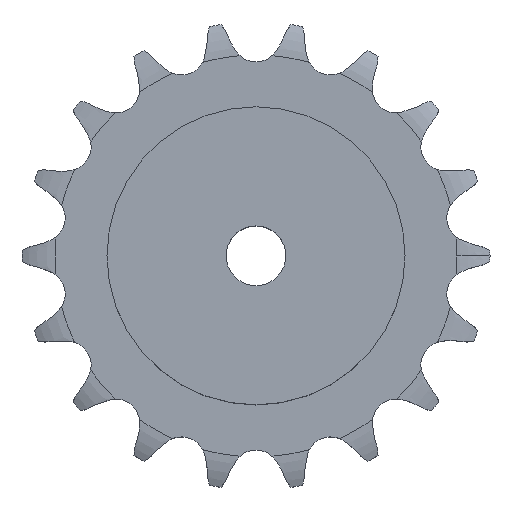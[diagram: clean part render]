
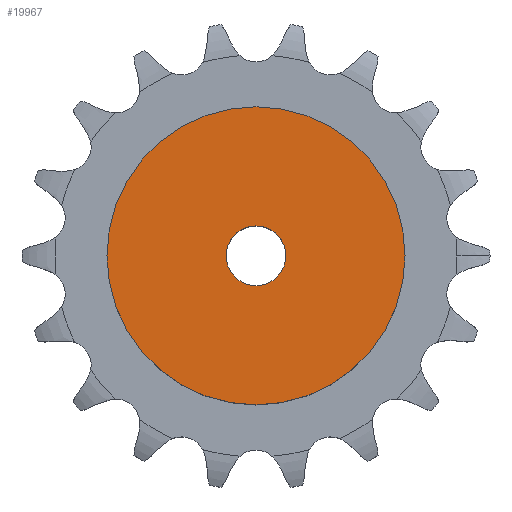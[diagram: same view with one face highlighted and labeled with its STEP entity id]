
A CAD part, top view. The second image highlights one B-rep face of the part: STEP entity #19967.
In plain terms, the highlighted planar face has unit normal (0, 0, 1).
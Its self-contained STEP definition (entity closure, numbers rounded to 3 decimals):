
#2736 = CYLINDRICAL_SURFACE('',#2737,50.);
#2737 = AXIS2_PLACEMENT_3D('',#2738,#2739,#2740);
#2738 = CARTESIAN_POINT('',(0.,0.,0.));
#2739 = DIRECTION('',(-0.,-0.,-1.));
#2740 = DIRECTION('',(1.,0.,0.));
#12736 = VERTEX_POINT('',#12737);
#12737 = CARTESIAN_POINT('',(50.,0.,45.));
#12758 = EDGE_CURVE('',#12736,#12736,#12759,.T.);
#12759 = SURFACE_CURVE('',#12760,(#12765,#12772),.PCURVE_S1.);
#12760 = CIRCLE('',#12761,50.);
#12761 = AXIS2_PLACEMENT_3D('',#12762,#12763,#12764);
#12762 = CARTESIAN_POINT('',(0.,0.,45.));
#12763 = DIRECTION('',(0.,0.,1.));
#12764 = DIRECTION('',(1.,0.,0.));
#12765 = PCURVE('',#2736,#12766);
#12766 = DEFINITIONAL_REPRESENTATION('',(#12767),#12771);
#12767 = LINE('',#12768,#12769);
#12768 = CARTESIAN_POINT('',(-0.,-45.));
#12769 = VECTOR('',#12770,1.);
#12770 = DIRECTION('',(-1.,0.));
#12771 = ( GEOMETRIC_REPRESENTATION_CONTEXT(2) 
PARAMETRIC_REPRESENTATION_CONTEXT() REPRESENTATION_CONTEXT('2D SPACE',''
  ) );
#12772 = PCURVE('',#12773,#12778);
#12773 = PLANE('',#12774);
#12774 = AXIS2_PLACEMENT_3D('',#12775,#12776,#12777);
#12775 = CARTESIAN_POINT('',(0.,0.,45.)
  );
#12776 = DIRECTION('',(0.,0.,1.));
#12777 = DIRECTION('',(1.,0.,0.));
#12778 = DEFINITIONAL_REPRESENTATION('',(#12779),#12783);
#12779 = CIRCLE('',#12780,50.);
#12780 = AXIS2_PLACEMENT_2D('',#12781,#12782);
#12781 = CARTESIAN_POINT('',(0.,0.));
#12782 = DIRECTION('',(1.,0.));
#12783 = ( GEOMETRIC_REPRESENTATION_CONTEXT(2) 
PARAMETRIC_REPRESENTATION_CONTEXT() REPRESENTATION_CONTEXT('2D SPACE',''
  ) );
#17056 = CYLINDRICAL_SURFACE('',#17057,10.);
#17057 = AXIS2_PLACEMENT_3D('',#17058,#17059,#17060);
#17058 = CARTESIAN_POINT('',(0.,0.,249.891));
#17059 = DIRECTION('',(0.,0.,1.));
#17060 = DIRECTION('',(1.,0.,0.));
#19967 = ADVANCED_FACE('',(#19968,#19971),#12773,.T.);
#19968 = FACE_BOUND('',#19969,.T.);
#19969 = EDGE_LOOP('',(#19970));
#19970 = ORIENTED_EDGE('',*,*,#12758,.T.);
#19971 = FACE_BOUND('',#19972,.T.);
#19972 = EDGE_LOOP('',(#19973));
#19973 = ORIENTED_EDGE('',*,*,#19974,.F.);
#19974 = EDGE_CURVE('',#19975,#19975,#19977,.T.);
#19975 = VERTEX_POINT('',#19976);
#19976 = CARTESIAN_POINT('',(10.,0.,45.));
#19977 = SURFACE_CURVE('',#19978,(#19983,#19990),.PCURVE_S1.);
#19978 = CIRCLE('',#19979,10.);
#19979 = AXIS2_PLACEMENT_3D('',#19980,#19981,#19982);
#19980 = CARTESIAN_POINT('',(0.,0.,45.));
#19981 = DIRECTION('',(0.,0.,1.));
#19982 = DIRECTION('',(1.,0.,0.));
#19983 = PCURVE('',#12773,#19984);
#19984 = DEFINITIONAL_REPRESENTATION('',(#19985),#19989);
#19985 = CIRCLE('',#19986,10.);
#19986 = AXIS2_PLACEMENT_2D('',#19987,#19988);
#19987 = CARTESIAN_POINT('',(0.,0.));
#19988 = DIRECTION('',(1.,0.));
#19989 = ( GEOMETRIC_REPRESENTATION_CONTEXT(2) 
PARAMETRIC_REPRESENTATION_CONTEXT() REPRESENTATION_CONTEXT('2D SPACE',''
  ) );
#19990 = PCURVE('',#17056,#19991);
#19991 = DEFINITIONAL_REPRESENTATION('',(#19992),#19996);
#19992 = LINE('',#19993,#19994);
#19993 = CARTESIAN_POINT('',(0.,-204.891));
#19994 = VECTOR('',#19995,1.);
#19995 = DIRECTION('',(1.,0.));
#19996 = ( GEOMETRIC_REPRESENTATION_CONTEXT(2) 
PARAMETRIC_REPRESENTATION_CONTEXT() REPRESENTATION_CONTEXT('2D SPACE',''
  ) );
